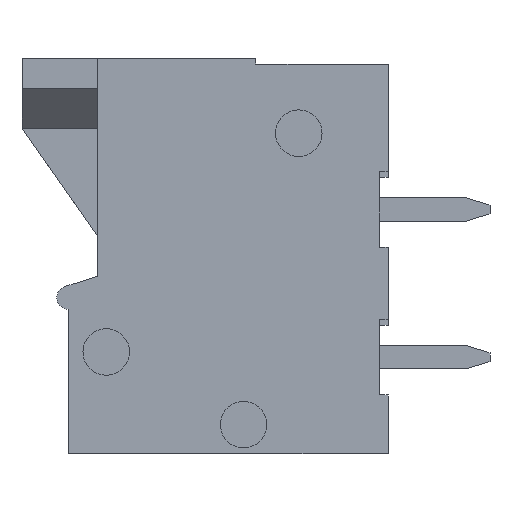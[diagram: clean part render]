
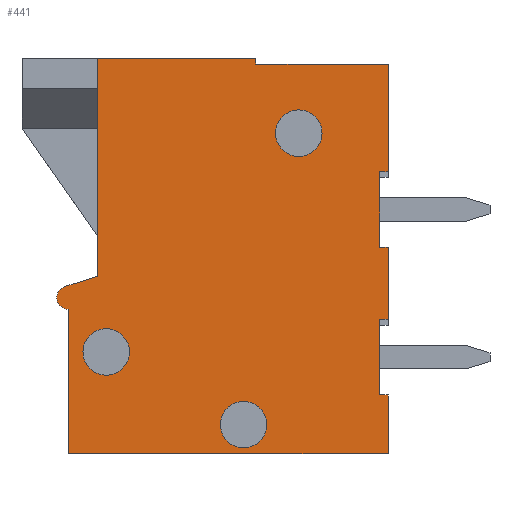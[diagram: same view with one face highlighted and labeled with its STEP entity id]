
A CAD part, left-side view. The second image highlights one B-rep face of the part: STEP entity #441.
In plain terms, the highlighted planar face has unit normal (-1, 0, 0).
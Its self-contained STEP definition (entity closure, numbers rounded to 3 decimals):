
#441 = ADVANCED_FACE( '', ( #1007, #1008, #1009, #1010 ), #1011, .F. );
#1007 = FACE_BOUND( '', #1769, .T. );
#1008 = FACE_OUTER_BOUND( '', #1770, .T. );
#1009 = FACE_BOUND( '', #1771, .T. );
#1010 = FACE_BOUND( '', #1772, .T. );
#1011 = PLANE( '', #1773 );
#1769 = EDGE_LOOP( '', ( #2636 ) );
#1770 = EDGE_LOOP( '', ( #2637, #2638, #2639, #2640, #2641, #2642, #2643, #2644, #2645, #2646, #2647, #2648, #2649, #2650, #2651, #2652, #2653 ) );
#1771 = EDGE_LOOP( '', ( #2654 ) );
#1772 = EDGE_LOOP( '', ( #2655 ) );
#1773 = AXIS2_PLACEMENT_3D( '', #2656, #2657, #2658 );
#2636 = ORIENTED_EDGE( '', *, *, #4775, .T. );
#2637 = ORIENTED_EDGE( '', *, *, #4776, .F. );
#2638 = ORIENTED_EDGE( '', *, *, #4716, .T. );
#2639 = ORIENTED_EDGE( '', *, *, #4777, .F. );
#2640 = ORIENTED_EDGE( '', *, *, #4778, .F. );
#2641 = ORIENTED_EDGE( '', *, *, #4703, .F. );
#2642 = ORIENTED_EDGE( '', *, *, #4779, .T. );
#2643 = ORIENTED_EDGE( '', *, *, #4780, .F. );
#2644 = ORIENTED_EDGE( '', *, *, #4781, .F. );
#2645 = ORIENTED_EDGE( '', *, *, #4782, .F. );
#2646 = ORIENTED_EDGE( '', *, *, #4783, .F. );
#2647 = ORIENTED_EDGE( '', *, *, #4784, .F. );
#2648 = ORIENTED_EDGE( '', *, *, #4785, .F. );
#2649 = ORIENTED_EDGE( '', *, *, #4720, .F. );
#2650 = ORIENTED_EDGE( '', *, *, #4786, .F. );
#2651 = ORIENTED_EDGE( '', *, *, #4787, .F. );
#2652 = ORIENTED_EDGE( '', *, *, #4788, .F. );
#2653 = ORIENTED_EDGE( '', *, *, #4789, .F. );
#2654 = ORIENTED_EDGE( '', *, *, #4790, .T. );
#2655 = ORIENTED_EDGE( '', *, *, #4791, .T. );
#2656 = CARTESIAN_POINT( '', ( -1.27, 5.5, -1.332 ) );
#2657 = DIRECTION( '', ( 1., 0., 0. ) );
#2658 = DIRECTION( '', ( 0., 0., -1. ) );
#4703 = EDGE_CURVE( '', #5612, #5614, #5615, .T. );
#4716 = EDGE_CURVE( '', #5638, #5636, #5639, .T. );
#4720 = EDGE_CURVE( '', #5644, #5645, #5646, .T. );
#4775 = EDGE_CURVE( '', #5743, #5743, #5744, .T. );
#4776 = EDGE_CURVE( '', #5638, #5745, #5746, .T. );
#4777 = EDGE_CURVE( '', #5747, #5636, #5748, .T. );
#4778 = EDGE_CURVE( '', #5614, #5747, #5749, .T. );
#4779 = EDGE_CURVE( '', #5612, #5750, #5751, .T. );
#4780 = EDGE_CURVE( '', #5752, #5750, #5753, .T. );
#4781 = EDGE_CURVE( '', #5754, #5752, #5755, .T. );
#4782 = EDGE_CURVE( '', #5756, #5754, #5757, .T. );
#4783 = EDGE_CURVE( '', #5758, #5756, #5759, .T. );
#4784 = EDGE_CURVE( '', #5760, #5758, #5761, .T. );
#4785 = EDGE_CURVE( '', #5645, #5760, #5762, .T. );
#4786 = EDGE_CURVE( '', #5763, #5644, #5764, .T. );
#4787 = EDGE_CURVE( '', #5765, #5763, #5766, .T. );
#4788 = EDGE_CURVE( '', #5767, #5765, #5768, .T. );
#4789 = EDGE_CURVE( '', #5745, #5767, #5769, .T. );
#4790 = EDGE_CURVE( '', #5770, #5770, #5771, .T. );
#4791 = EDGE_CURVE( '', #5772, #5772, #5773, .T. );
#5612 = VERTEX_POINT( '', #6948 );
#5614 = VERTEX_POINT( '', #6951 );
#5615 = LINE( '', #6952, #6953 );
#5636 = VERTEX_POINT( '', #6983 );
#5638 = VERTEX_POINT( '', #6986 );
#5639 = LINE( '', #6987, #6988 );
#5644 = VERTEX_POINT( '', #6995 );
#5645 = VERTEX_POINT( '', #6996 );
#5646 = CIRCLE( '', #6997, 0.4 );
#5743 = VERTEX_POINT( '', #7130 );
#5744 = CIRCLE( '', #7131, 0.8 );
#5745 = VERTEX_POINT( '', #7132 );
#5746 = LINE( '', #7133, #7134 );
#5747 = VERTEX_POINT( '', #7135 );
#5748 = LINE( '', #7136, #7137 );
#5749 = LINE( '', #7138, #7139 );
#5750 = VERTEX_POINT( '', #7140 );
#5751 = LINE( '', #7141, #7142 );
#5752 = VERTEX_POINT( '', #7143 );
#5753 = LINE( '', #7144, #7145 );
#5754 = VERTEX_POINT( '', #7146 );
#5755 = LINE( '', #7147, #7148 );
#5756 = VERTEX_POINT( '', #7149 );
#5757 = LINE( '', #7150, #7151 );
#5758 = VERTEX_POINT( '', #7152 );
#5759 = LINE( '', #7153, #7154 );
#5760 = VERTEX_POINT( '', #7155 );
#5761 = LINE( '', #7156, #7157 );
#5762 = LINE( '', #7158, #7159 );
#5763 = VERTEX_POINT( '', #7160 );
#5764 = LINE( '', #7161, #7162 );
#5765 = VERTEX_POINT( '', #7163 );
#5766 = LINE( '', #7164, #7165 );
#5767 = VERTEX_POINT( '', #7166 );
#5768 = LINE( '', #7167, #7168 );
#5769 = LINE( '', #7169, #7170 );
#5770 = VERTEX_POINT( '', #7171 );
#5771 = CIRCLE( '', #7172, 0.8 );
#5772 = VERTEX_POINT( '', #7173 );
#5773 = CIRCLE( '', #7174, 0.8 );
#6948 = CARTESIAN_POINT( '', ( -1.27, -5.2, 3. ) );
#6951 = CARTESIAN_POINT( '', ( -1.27, -5.2, 0.4 ) );
#6952 = CARTESIAN_POINT( '', ( -1.27, -5.2, 3. ) );
#6953 = VECTOR( '', #8720, 1000. );
#6983 = CARTESIAN_POINT( '', ( -1.27, -5.5, -2.08 ) );
#6986 = CARTESIAN_POINT( '', ( -1.27, -5.2, -2.08 ) );
#6987 = CARTESIAN_POINT( '', ( -1.27, -5.2, -2.08 ) );
#6988 = VECTOR( '', #8731, 1000. );
#6995 = CARTESIAN_POINT( '', ( -1.27, 5.5, -1.732 ) );
#6996 = CARTESIAN_POINT( '', ( -1.27, 5.619, -0.95 ) );
#6997 = AXIS2_PLACEMENT_3D( '', #8734, #8735, #8736 );
#7130 = CARTESIAN_POINT( '', ( -1.27, 3.4, -3.2 ) );
#7131 = AXIS2_PLACEMENT_3D( '', #8803, #8804, #8805 );
#7132 = CARTESIAN_POINT( '', ( -1.27, -5.2, -4.68 ) );
#7133 = CARTESIAN_POINT( '', ( -1.27, -5.2, -2.08 ) );
#7134 = VECTOR( '', #8806, 1000. );
#7135 = CARTESIAN_POINT( '', ( -1.27, -5.5, 0.4 ) );
#7136 = CARTESIAN_POINT( '', ( -1.27, -5.5, 6.7 ) );
#7137 = VECTOR( '', #8807, 1000. );
#7138 = CARTESIAN_POINT( '', ( -1.27, -5.2, 0.4 ) );
#7139 = VECTOR( '', #8808, 1000. );
#7140 = CARTESIAN_POINT( '', ( -1.27, -5.5, 3. ) );
#7141 = CARTESIAN_POINT( '', ( -1.27, -5.2, 3. ) );
#7142 = VECTOR( '', #8809, 1000. );
#7143 = CARTESIAN_POINT( '', ( -1.27, -5.5, 6.7 ) );
#7144 = CARTESIAN_POINT( '', ( -1.27, -5.5, 6.7 ) );
#7145 = VECTOR( '', #8810, 1000. );
#7146 = CARTESIAN_POINT( '', ( -1.27, -0.95, 6.7 ) );
#7147 = CARTESIAN_POINT( '', ( -1.27, -5.5, 6.7 ) );
#7148 = VECTOR( '', #8811, 1000. );
#7149 = CARTESIAN_POINT( '', ( -1.27, -0.95, 6.9 ) );
#7150 = CARTESIAN_POINT( '', ( -1.27, -0.95, 6.7 ) );
#7151 = VECTOR( '', #8812, 1000. );
#7152 = CARTESIAN_POINT( '', ( -1.27, 4.5, 6.9 ) );
#7153 = CARTESIAN_POINT( '', ( -1.27, 4.5, 6.9 ) );
#7154 = VECTOR( '', #8813, 1000. );
#7155 = CARTESIAN_POINT( '', ( -1.27, 4.5, -0.6 ) );
#7156 = CARTESIAN_POINT( '', ( -1.27, 4.5, -0.6 ) );
#7157 = VECTOR( '', #8814, 1000. );
#7158 = CARTESIAN_POINT( '', ( -1.27, 5.619, -0.95 ) );
#7159 = VECTOR( '', #8815, 1000. );
#7160 = CARTESIAN_POINT( '', ( -1.27, 5.5, -6.7 ) );
#7161 = CARTESIAN_POINT( '', ( -1.27, 5.5, -6.7 ) );
#7162 = VECTOR( '', #8816, 1000. );
#7163 = CARTESIAN_POINT( '', ( -1.27, -5.5, -6.7 ) );
#7164 = CARTESIAN_POINT( '', ( -1.27, -5.5, -6.7 ) );
#7165 = VECTOR( '', #8817, 1000. );
#7166 = CARTESIAN_POINT( '', ( -1.27, -5.5, -4.68 ) );
#7167 = CARTESIAN_POINT( '', ( -1.27, -5.5, 6.7 ) );
#7168 = VECTOR( '', #8818, 1000. );
#7169 = CARTESIAN_POINT( '', ( -1.27, -5.2, -4.68 ) );
#7170 = VECTOR( '', #8819, 1000. );
#7171 = CARTESIAN_POINT( '', ( -1.27, -3.225, 4.325 ) );
#7172 = AXIS2_PLACEMENT_3D( '', #8820, #8821, #8822 );
#7173 = CARTESIAN_POINT( '', ( -1.27, -1.325, -5.7 ) );
#7174 = AXIS2_PLACEMENT_3D( '', #8823, #8824, #8825 );
#8720 = DIRECTION( '', ( 0., 0., -1. ) );
#8731 = DIRECTION( '', ( 0., -1., 0. ) );
#8734 = CARTESIAN_POINT( '', ( -1.27, 5.5, -1.332 ) );
#8735 = DIRECTION( '', ( 1., 0., 0. ) );
#8736 = DIRECTION( '', ( 0., -1., 0. ) );
#8803 = CARTESIAN_POINT( '', ( -1.27, 4.2, -3.2 ) );
#8804 = DIRECTION( '', ( 1., 0., 0. ) );
#8805 = DIRECTION( '', ( 0., -1., 0. ) );
#8806 = DIRECTION( '', ( 0., 0., -1. ) );
#8807 = DIRECTION( '', ( 0., 0., -1. ) );
#8808 = DIRECTION( '', ( 0., -1., 0. ) );
#8809 = DIRECTION( '', ( 0., -1., 0. ) );
#8810 = DIRECTION( '', ( 0., 0., -1. ) );
#8811 = DIRECTION( '', ( 0., -1., 0. ) );
#8812 = DIRECTION( '', ( 0., 0., -1. ) );
#8813 = DIRECTION( '', ( 0., -1., 0. ) );
#8814 = DIRECTION( '', ( 0., 0., 1. ) );
#8815 = DIRECTION( '', ( 0., -0.954, 0.298 ) );
#8816 = DIRECTION( '', ( 0., 0., 1. ) );
#8817 = DIRECTION( '', ( 0., 1., 0. ) );
#8818 = DIRECTION( '', ( 0., 0., -1. ) );
#8819 = DIRECTION( '', ( 0., -1., 0. ) );
#8820 = CARTESIAN_POINT( '', ( -1.27, -2.425, 4.325 ) );
#8821 = DIRECTION( '', ( 1., 0., 0. ) );
#8822 = DIRECTION( '', ( 0., -1., 0. ) );
#8823 = CARTESIAN_POINT( '', ( -1.27, -0.525, -5.7 ) );
#8824 = DIRECTION( '', ( 1., 0., 0. ) );
#8825 = DIRECTION( '', ( 0., -1., 0. ) );
